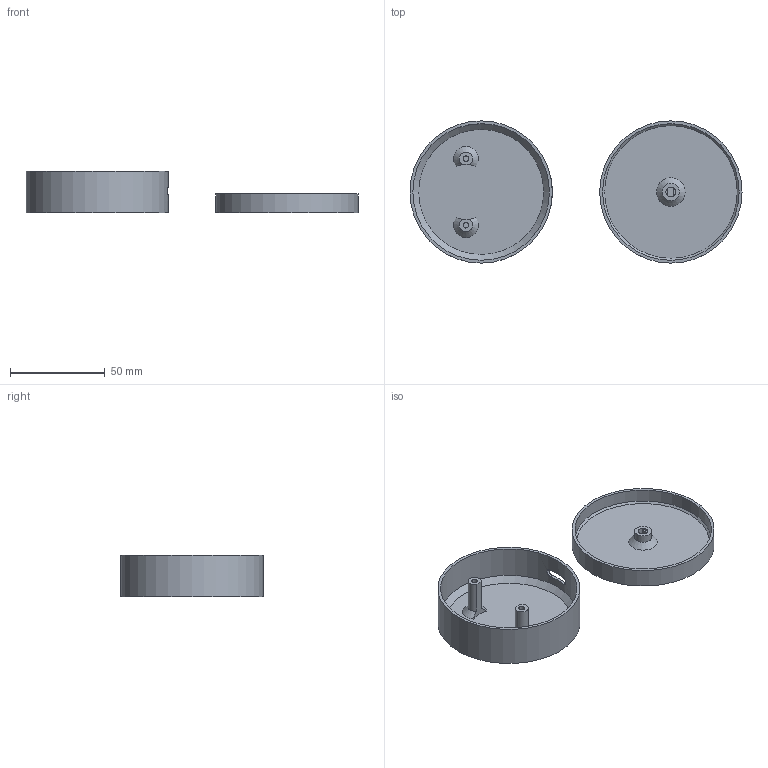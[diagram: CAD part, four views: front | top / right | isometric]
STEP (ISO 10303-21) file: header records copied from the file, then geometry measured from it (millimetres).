
FILE_DESCRIPTION(/* description */ (''),/* implementation_level */ '2;1');
FILE_NAME(/* name */ 'Mini_Turn_Table_KAWAZU_VERSION v2.step',/* time_stamp */ '2023-11-06T16:43:54+09:00',/* author */ (''),/* organization */ (''),/* preprocessor_version */ 'ST-DEVELOPER v20',/* originating_system */ 'Autodesk Translation Framework v12.14.0.127',/* authorisation */ '');
FILE_SCHEMA (('AUTOMOTIVE_DESIGN { 1 0 10303 214 3 1 1 }'));
Length unit declared in the file: millimetre
Products named in the file (1): Mini_Turn_Table_KAWAZU_VERSION
Bounding box: 175 x 75 x 22 mm (x, y, z)
Volume: 30289.3 mm3; surface area: 32433.2 mm2
Topology: 2 solids, 2 shells, 37 faces, 72 edges, 47 vertices
Faces by surface type: plane 18, cylinder 14, cone 5
Full cylindrical faces by diameter (mm): 3 x2, 5.2 x1, 9 x1, 72 x2, 75 x2
Entity records: 1077 total; most frequent: CARTESIAN_POINT 255, DIRECTION 177, ORIENTED_EDGE 144, AXIS2_PLACEMENT_3D 75, EDGE_CURVE 72, EDGE_LOOP 47, VERTEX_POINT 47, FACE_OUTER_BOUND 37
